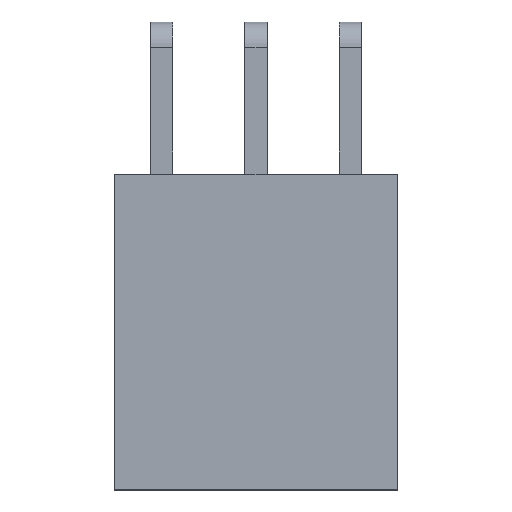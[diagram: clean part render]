
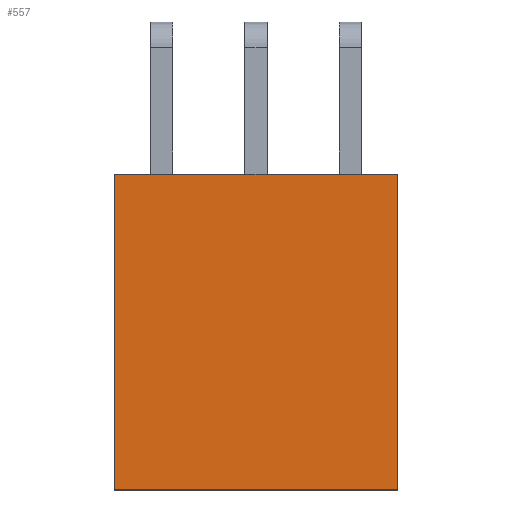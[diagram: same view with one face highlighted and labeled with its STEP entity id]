
A CAD part, top view. The second image highlights one B-rep face of the part: STEP entity #557.
In plain terms, the highlighted planar face has unit normal (0, 0, 1).
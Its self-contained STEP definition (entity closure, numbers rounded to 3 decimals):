
#557=ADVANCED_FACE('',(#3679),#3681,.T.);
#3679=FACE_BOUND('',#3680,.T.);
#3680=EDGE_LOOP('',(#6189,#6190,#6191,#6192));
#3681=PLANE('',#3682);
#3682=AXIS2_PLACEMENT_3D('',#3683,#3684,#3685);
#3683=CARTESIAN_POINT('',(1.27,-1.36,5.08));
#3684=DIRECTION('',(0.,0.,1.));
#3685=DIRECTION('',(-1.,0.,0.));
#6189=ORIENTED_EDGE('',*,*,#7925,.T.);
#6190=ORIENTED_EDGE('',*,*,#8050,.F.);
#6191=ORIENTED_EDGE('',*,*,#7916,.F.);
#6192=ORIENTED_EDGE('',*,*,#8049,.T.);
#7916=EDGE_CURVE('',#9009,#9011,#9012,.T.);
#7925=EDGE_CURVE('',#9027,#9025,#9028,.T.);
#8049=EDGE_CURVE('',#9009,#9027,#9249,.T.);
#8050=EDGE_CURVE('',#9011,#9025,#9250,.T.);
#9009=VERTEX_POINT('',#10909);
#9011=VERTEX_POINT('',#10913);
#9012=LINE('',#10914,#10915);
#9025=VERTEX_POINT('',#10943);
#9027=VERTEX_POINT('',#10947);
#9028=LINE('',#10948,#10949);
#9249=LINE('',#11433,#11434);
#9250=LINE('',#11436,#11437);
#10909=CARTESIAN_POINT('',(6.35,-1.36,5.08));
#10913=CARTESIAN_POINT('',(6.35,-9.86,5.08));
#10914=CARTESIAN_POINT('',(6.35,-1.36,5.08));
#10915=VECTOR('',#10916,1.);
#10916=DIRECTION('',(0.,-1.,0.));
#10943=CARTESIAN_POINT('',(-1.27,-9.86,5.08));
#10947=CARTESIAN_POINT('',(-1.27,-1.36,5.08));
#10948=CARTESIAN_POINT('',(-1.27,-1.36,5.08));
#10949=VECTOR('',#10950,1.);
#10950=DIRECTION('',(0.,-1.,0.));
#11433=CARTESIAN_POINT('',(6.35,-1.36,5.08));
#11434=VECTOR('',#11435,1.);
#11435=DIRECTION('',(-1.,0.,0.));
#11436=CARTESIAN_POINT('',(6.35,-9.86,5.08));
#11437=VECTOR('',#11438,1.);
#11438=DIRECTION('',(-1.,0.,0.));
